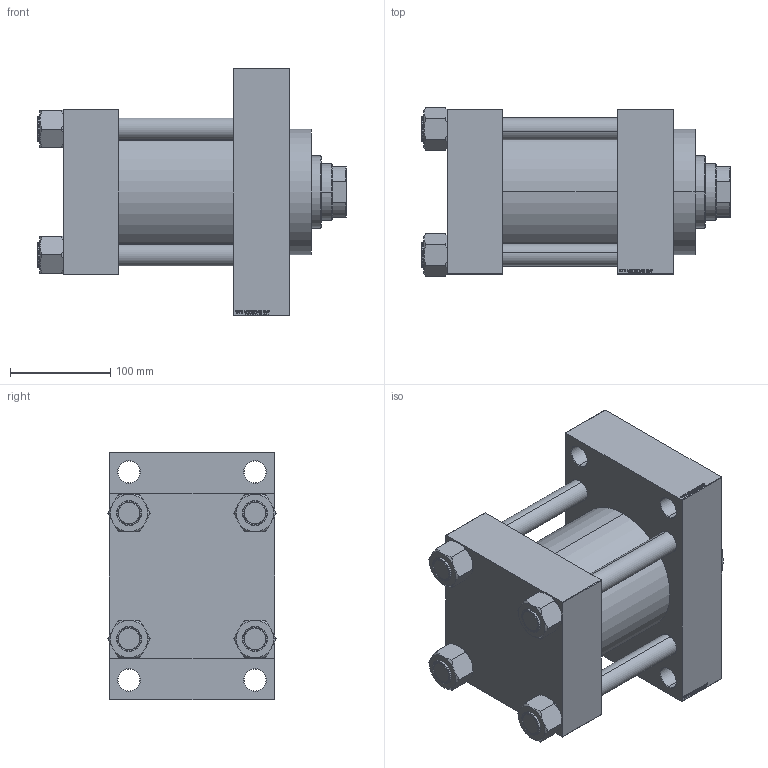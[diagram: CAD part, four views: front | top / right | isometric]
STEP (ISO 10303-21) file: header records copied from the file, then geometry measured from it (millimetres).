
FILE_DESCRIPTION (( 'STEP AP203' ), '1' );
FILE_NAME ('7b55.STEP', '2025-10-15T06:11:36', ( '' ), ( '' ), 'SwSTEP 2.0', 'SolidWorks 2019', '' );
FILE_SCHEMA (( 'CONFIG_CONTROL_DESIGN' ));
Length unit declared in the file: millimetre
Products named in the file (6): V215CR_D_Body 9a89d01ac8d264b4b604360d68a2ec6a; 7b55; V215CR_D_TYCINKA 9a89d01ac8d264b4b604360d68a2ec6a; NUT_M5_D 9a89d01ac8d264b4b604360d68a2ec6a; V215CR_VCP_D 9a89d01ac8d264b4b604360d68a2ec6a; V215_VC_A 9a89d01ac8d264b4b604360d68a2ec6a
Assembly tree (11 placements, depth 2):
  7b55
    V215CR_D_Body 9a89d01ac8d264b4b604360d68a2ec6a
    V215CR_VCP_D 9a89d01ac8d264b4b604360d68a2ec6a
    NUT_M5_D 9a89d01ac8d264b4b604360d68a2ec6a  x4
    V215CR_D_TYCINKA 9a89d01ac8d264b4b604360d68a2ec6a  x4
    V215_VC_A 9a89d01ac8d264b4b604360d68a2ec6a
Bounding box: 308 x 169.14 x 247 mm (x, y, z)
Volume: 5113403.2 mm3; surface area: 567615.8 mm2
Topology: 11 solids, 11 shells, 1149 faces, 2906 edges, 1889 vertices
Faces by surface type: plane 544, bspline 368, cone 142, cylinder 87, torus 8
Entity records: 47710 total; most frequent: CARTESIAN_POINT 25225, ORIENTED_EDGE 5076, DIRECTION 3258, EDGE_CURVE 2538, VERTEX_POINT 1667, LINE 1526, VECTOR 1526, EDGE_LOOP 1123
